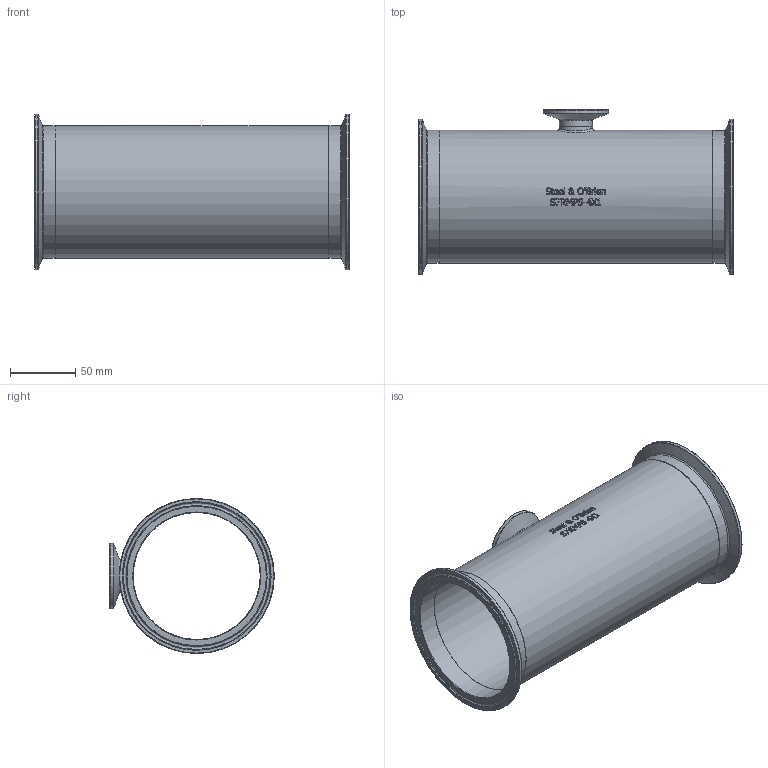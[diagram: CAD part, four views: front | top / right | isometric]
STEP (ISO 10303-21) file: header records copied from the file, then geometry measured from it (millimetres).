
FILE_DESCRIPTION(/* description */ (''),/* implementation_level */ '2;1');
FILE_NAME(/* name */ 'S7RMPS-4X1.stp',/* time_stamp */ '2018-11-30T08:45:03-05:00',/* author */ ('ken'),/* organization */ (''),/* preprocessor_version */ 'ST-DEVELOPER v15.2',/* originating_system */ 'Autodesk Inventor 2014',/* authorisation */ '');
FILE_SCHEMA (('AUTOMOTIVE_DESIGN { 1 0 10303 214 3 1 1 }'));
Length unit declared in the file: inch
Products named in the file (1): S7RMPS-4X1
Bounding box: 241.3 x 126.14 x 118.92 mm (x, y, z)
Volume: 190932.9 mm3; surface area: 168779.3 mm2
Topology: 1 solids, 1 shells, 431 faces, 1120 edges, 735 vertices
Faces by surface type: plane 179, bspline 168, cylinder 48, torus 27, cone 9
Full cylindrical faces by diameter (mm): 22.098 x2, 25.4 x2, 50.394 x1, 97.384 x3, 101.6 x3, 118.923 x2
Entity records: 16201 total; most frequent: CARTESIAN_POINT 6665, ORIENTED_EDGE 2132, DIRECTION 1494, EDGE_CURVE 1066, VERTEX_POINT 731, EDGE_LOOP 529, AXIS2_PLACEMENT_3D 501, LINE 492
